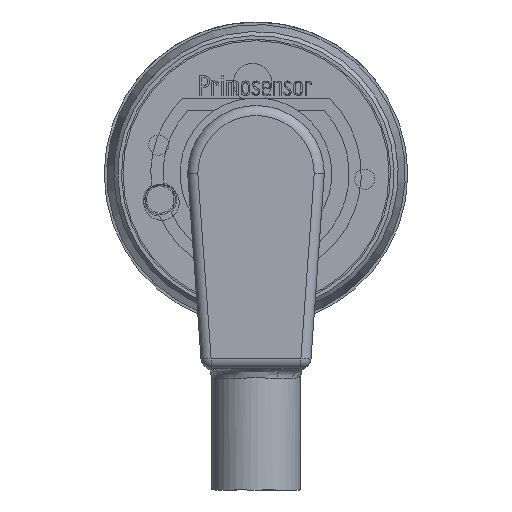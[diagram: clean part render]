
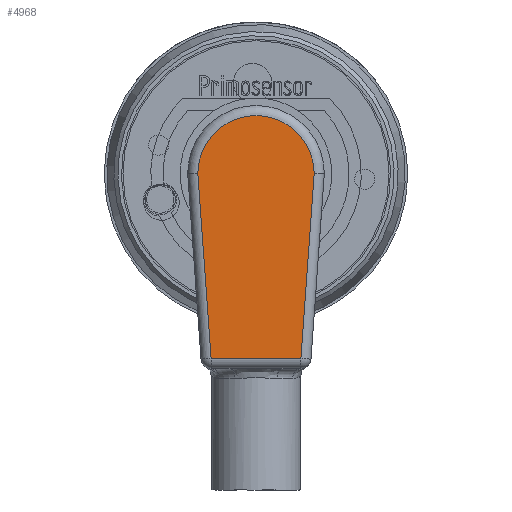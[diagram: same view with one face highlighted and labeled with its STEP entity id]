
A CAD part, front view. The second image highlights one B-rep face of the part: STEP entity #4968.
In plain terms, the highlighted planar face has unit normal (0, -1, 0).
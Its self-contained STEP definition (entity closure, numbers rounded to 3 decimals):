
#437=CIRCLE('',#6905,5.75);
#942=ORIENTED_EDGE('',*,*,#2070,.T.);
#943=ORIENTED_EDGE('',*,*,#2071,.T.);
#944=ORIENTED_EDGE('',*,*,#2072,.T.);
#945=ORIENTED_EDGE('',*,*,#2073,.T.);
#2070=EDGE_CURVE('',#2676,#2677,#3114,.T.);
#2071=EDGE_CURVE('',#2677,#2678,#3115,.T.);
#2072=EDGE_CURVE('',#2678,#2679,#437,.T.);
#2073=EDGE_CURVE('',#2679,#2676,#3116,.T.);
#2676=VERTEX_POINT('',#9167);
#2677=VERTEX_POINT('',#9168);
#2678=VERTEX_POINT('',#9170);
#2679=VERTEX_POINT('',#9172);
#3114=LINE('',#9166,#3452);
#3115=LINE('',#9169,#3453);
#3116=LINE('',#9173,#3454);
#3452=VECTOR('',#7733,1000.);
#3453=VECTOR('',#7734,1000.);
#3454=VECTOR('',#7737,1000.);
#3811=EDGE_LOOP('',(#942,#943,#944,#945));
#4328=FACE_BOUND('',#3811,.T.);
#4760=PLANE('',#6904);
#4968=ADVANCED_FACE('',(#4328),#4760,.T.);
#6904=AXIS2_PLACEMENT_3D('',#9165,#7731,#7732);
#6905=AXIS2_PLACEMENT_3D('',#9171,#7735,#7736);
#7731=DIRECTION('',(0.,-1.,0.));
#7732=DIRECTION('',(0.,0.,-1.));
#7733=DIRECTION('',(0.,0.,-1.));
#7734=DIRECTION('',(0.997,0.,-0.072));
#7735=DIRECTION('',(0.,-1.,0.));
#7736=DIRECTION('',(0.,0.,-1.));
#7737=DIRECTION('',(-0.997,0.,-0.072));
#9165=CARTESIAN_POINT('',(0.,0.,0.));
#9166=CARTESIAN_POINT('',(-18.25,0.,0.));
#9167=CARTESIAN_POINT('',(-18.25,0.,4.433));
#9168=CARTESIAN_POINT('',(-18.25,0.,-4.433));
#9169=CARTESIAN_POINT('',(-0.412,0.,-5.718));
#9170=CARTESIAN_POINT('',(0.035,0.,-5.75));
#9171=CARTESIAN_POINT('',(0.,0.,0.));
#9172=CARTESIAN_POINT('',(0.035,0.,5.75));
#9173=CARTESIAN_POINT('',(-0.412,0.,5.718));
